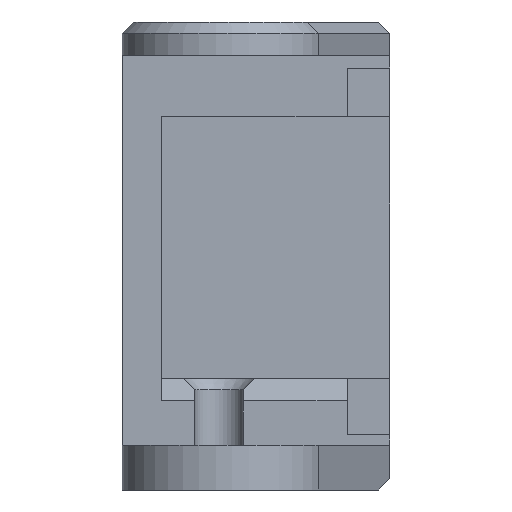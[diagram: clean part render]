
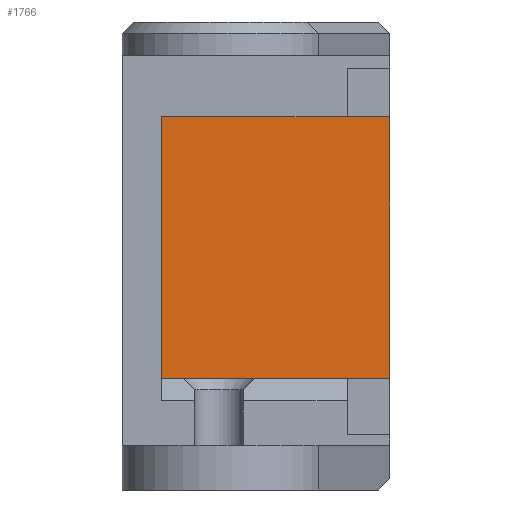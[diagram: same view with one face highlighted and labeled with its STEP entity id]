
A CAD part, left-side view. The second image highlights one B-rep face of the part: STEP entity #1766.
In plain terms, the highlighted planar face has unit normal (-1, 0, 0).
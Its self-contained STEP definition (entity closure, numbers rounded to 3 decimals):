
#196=FACE_OUTER_BOUND('',#300,.T.);
#300=EDGE_LOOP('',(#1507,#1508,#1509,#1510));
#432=LINE('',#2798,#621);
#478=LINE('',#2898,#667);
#479=LINE('',#2901,#668);
#480=LINE('',#2902,#669);
#621=VECTOR('',#2293,1.);
#667=VECTOR('',#2387,1.);
#668=VECTOR('',#2390,1.);
#669=VECTOR('',#2391,1.);
#809=VERTEX_POINT('',#2795);
#810=VERTEX_POINT('',#2797);
#840=VERTEX_POINT('',#2896);
#841=VERTEX_POINT('',#2900);
#1026=EDGE_CURVE('',#810,#809,#432,.T.);
#1078=EDGE_CURVE('',#809,#840,#478,.T.);
#1079=EDGE_CURVE('',#810,#841,#479,.T.);
#1080=EDGE_CURVE('',#841,#840,#480,.T.);
#1507=ORIENTED_EDGE('',*,*,#1079,.F.);
#1508=ORIENTED_EDGE('',*,*,#1026,.T.);
#1509=ORIENTED_EDGE('',*,*,#1078,.T.);
#1510=ORIENTED_EDGE('',*,*,#1080,.F.);
#1676=PLANE('',#1932);
#1766=ADVANCED_FACE('',(#196),#1676,.T.);
#1932=AXIS2_PLACEMENT_3D('',#2899,#2388,#2389);
#2293=DIRECTION('',(0.,1.,0.));
#2387=DIRECTION('',(0.,0.,-1.));
#2388=DIRECTION('center_axis',(-1.,0.,0.));
#2389=DIRECTION('ref_axis',(0.,0.,-1.));
#2390=DIRECTION('',(0.,0.,-1.));
#2391=DIRECTION('',(0.,1.,0.));
#2795=CARTESIAN_POINT('',(53.5,-17.5,24.5));
#2797=CARTESIAN_POINT('',(53.5,-38.,24.5));
#2798=CARTESIAN_POINT('',(53.5,-40.,24.5));
#2896=CARTESIAN_POINT('',(53.5,-17.5,1.));
#2898=CARTESIAN_POINT('',(53.5,-17.5,24.5));
#2899=CARTESIAN_POINT('Origin',(53.5,-40.,24.5));
#2900=CARTESIAN_POINT('',(53.5,-38.,1.));
#2901=CARTESIAN_POINT('',(53.5,-38.,7.75));
#2902=CARTESIAN_POINT('',(53.5,-40.,1.));
